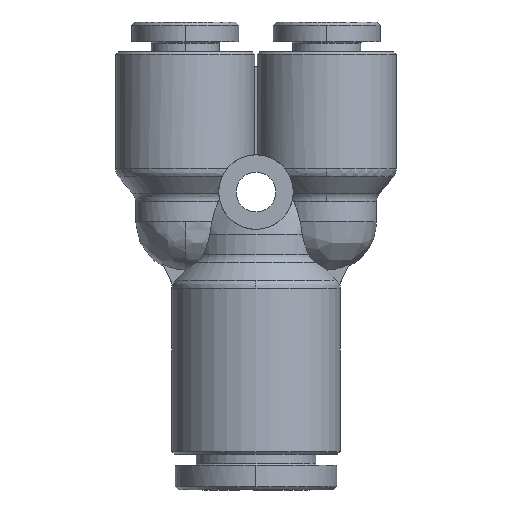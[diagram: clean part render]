
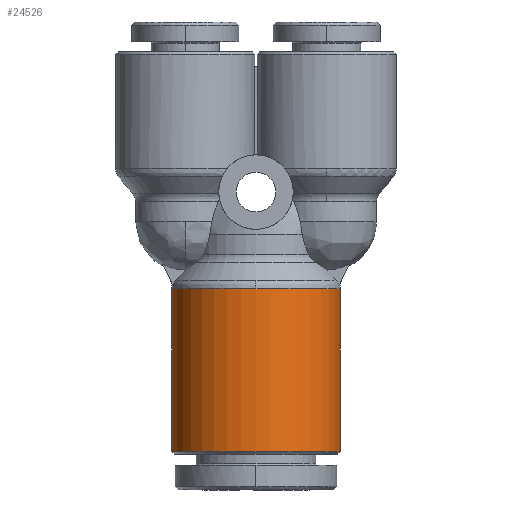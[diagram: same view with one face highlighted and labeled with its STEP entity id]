
A CAD part, front view. The second image highlights one B-rep face of the part: STEP entity #24526.
In plain terms, the highlighted cylindrical face has radius 6.8 mm (diameter 13.6 mm), a partial arc.
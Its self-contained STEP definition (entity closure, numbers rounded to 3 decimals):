
#350 = DIRECTION ( 'NONE',  ( -1., 0., 0. ) ) ;
#1853 = CARTESIAN_POINT ( 'NONE',  ( 12.282, 0., -1.316 ) ) ;
#2836 = VERTEX_POINT ( 'NONE', #1853 ) ;
#3372 = ORIENTED_EDGE ( 'NONE', *, *, #11515, .T. ) ;
#4098 = CARTESIAN_POINT ( 'NONE',  ( -0.834, 0., 12.284 ) ) ;
#4477 = CARTESIAN_POINT ( 'NONE',  ( 4.782, 0., 12.284 ) ) ;
#4526 = DIRECTION ( 'NONE',  ( 0., 0., 1. ) ) ;
#6936 = VECTOR ( 'NONE', #350, 1000. ) ;
#7356 = ORIENTED_EDGE ( 'NONE', *, *, #27728, .F. ) ;
#9037 = AXIS2_PLACEMENT_3D ( 'NONE', #16407, #35877, #39177 ) ;
#11515 = EDGE_CURVE ( 'NONE', #30916, #19045, #19241, .T. ) ;
#11660 = ORIENTED_EDGE ( 'NONE', *, *, #16214, .T. ) ;
#12479 = CIRCLE ( 'NONE', #17653, 6.8 ) ;
#12790 = DIRECTION ( 'NONE',  ( -1., 0., 0. ) ) ;
#13213 = CARTESIAN_POINT ( 'NONE',  ( 12.282, -6.8, 5.484 ) ) ;
#16214 = EDGE_CURVE ( 'NONE', #2836, #30916, #12479, .T. ) ;
#16407 = CARTESIAN_POINT ( 'NONE',  ( 12.282, 0., 5.484 ) ) ;
#16760 = AXIS2_PLACEMENT_3D ( 'NONE', #29298, #22972, #39169 ) ;
#17653 = AXIS2_PLACEMENT_3D ( 'NONE', #32242, #12790, #18058 ) ;
#17833 = CARTESIAN_POINT ( 'NONE',  ( 4.782, 0., -1.316 ) ) ;
#17945 = FACE_OUTER_BOUND ( 'NONE', #29987, .T. ) ;
#18058 = DIRECTION ( 'NONE',  ( 0., 0., 1. ) ) ;
#18217 = CIRCLE ( 'NONE', #37567, 6.8 ) ;
#19045 = VERTEX_POINT ( 'NONE', #38732 ) ;
#19241 = CIRCLE ( 'NONE', #9037, 6.8 ) ;
#19373 = DIRECTION ( 'NONE',  ( 1., 0., 0. ) ) ;
#19727 = LINE ( 'NONE', #17833, #42111 ) ;
#22972 = DIRECTION ( 'NONE',  ( -1., 0., 0. ) ) ;
#23481 = VERTEX_POINT ( 'NONE', #38443 ) ;
#24262 = DIRECTION ( 'NONE',  ( 1., 0., 0. ) ) ;
#24311 = VERTEX_POINT ( 'NONE', #34173 ) ;
#24526 = ADVANCED_FACE ( 'NONE', ( #17945 ), #33149, .T. ) ;
#24531 = AXIS2_PLACEMENT_3D ( 'NONE', #30885, #24262, #4526 ) ;
#26734 = ORIENTED_EDGE ( 'NONE', *, *, #41088, .T. ) ;
#27414 = ORIENTED_EDGE ( 'NONE', *, *, #27991, .T. ) ;
#27728 = EDGE_CURVE ( 'NONE', #2836, #23481, #19727, .T. ) ;
#27991 = EDGE_CURVE ( 'NONE', #29270, #24311, #18217, .T. ) ;
#29270 = VERTEX_POINT ( 'NONE', #4098 ) ;
#29298 = CARTESIAN_POINT ( 'NONE',  ( 4.782, 0., 5.484 ) ) ;
#29987 = EDGE_LOOP ( 'NONE', ( #7356, #11660, #3372, #40961, #27414, #26734 ) ) ;
#30885 = CARTESIAN_POINT ( 'NONE',  ( -0.834, 0., 5.484 ) ) ;
#30916 = VERTEX_POINT ( 'NONE', #13213 ) ;
#32242 = CARTESIAN_POINT ( 'NONE',  ( 12.282, 0., 5.484 ) ) ;
#33149 = CYLINDRICAL_SURFACE ( 'NONE', #16760, 6.8 ) ;
#34173 = CARTESIAN_POINT ( 'NONE',  ( -0.834, -6.8, 5.484 ) ) ;
#35877 = DIRECTION ( 'NONE',  ( -1., 0., 0. ) ) ;
#35912 = LINE ( 'NONE', #4477, #6936 ) ;
#36465 = EDGE_CURVE ( 'NONE', #19045, #29270, #35912, .T. ) ;
#37445 = DIRECTION ( 'NONE',  ( -1., 0., 0. ) ) ;
#37567 = AXIS2_PLACEMENT_3D ( 'NONE', #41969, #19373, #42097 ) ;
#38443 = CARTESIAN_POINT ( 'NONE',  ( -0.834, 0., -1.316 ) ) ;
#38554 = CIRCLE ( 'NONE', #24531, 6.8 ) ;
#38732 = CARTESIAN_POINT ( 'NONE',  ( 12.282, 0., 12.284 ) ) ;
#39169 = DIRECTION ( 'NONE',  ( 0., 0., 1. ) ) ;
#39177 = DIRECTION ( 'NONE',  ( 0., 0., 1. ) ) ;
#40961 = ORIENTED_EDGE ( 'NONE', *, *, #36465, .T. ) ;
#41088 = EDGE_CURVE ( 'NONE', #24311, #23481, #38554, .T. ) ;
#41969 = CARTESIAN_POINT ( 'NONE',  ( -0.834, 0., 5.484 ) ) ;
#42097 = DIRECTION ( 'NONE',  ( 0., 0., 1. ) ) ;
#42111 = VECTOR ( 'NONE', #37445, 1000. ) ;
